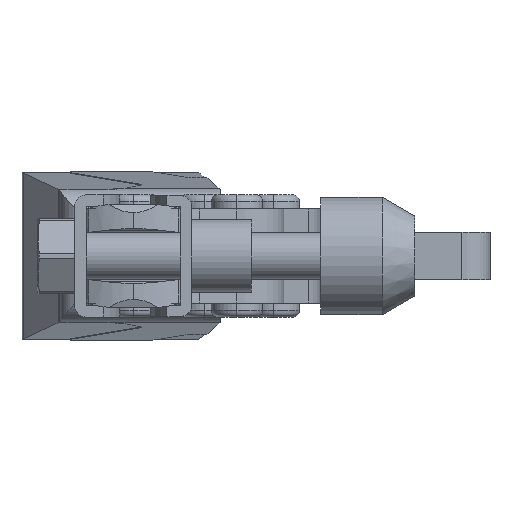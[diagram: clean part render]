
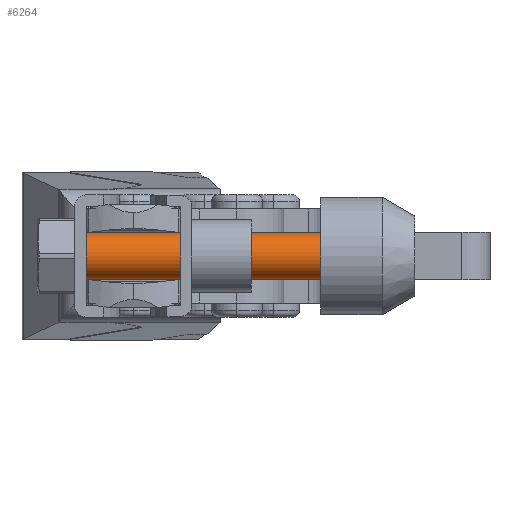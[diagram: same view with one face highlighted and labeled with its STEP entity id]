
A CAD part, left-side view. The second image highlights one B-rep face of the part: STEP entity #6264.
In plain terms, the highlighted cylindrical face has radius 2.5 mm (diameter 5 mm), a partial arc.
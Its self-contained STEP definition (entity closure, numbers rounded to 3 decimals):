
#20 = VERTEX_POINT ( 'NONE', #6091 ) ;
#164 = DIRECTION ( 'NONE',  ( 0., 0., -1. ) ) ;
#357 = VERTEX_POINT ( 'NONE', #2297 ) ;
#548 = AXIS2_PLACEMENT_3D ( 'NONE', #707, #1592, #164 ) ;
#707 = CARTESIAN_POINT ( 'NONE',  ( 0., 4.5, 0. ) ) ;
#921 = ORIENTED_EDGE ( 'NONE', *, *, #6080, .F. ) ;
#1273 = DIRECTION ( 'NONE',  ( 0., -1., 0. ) ) ;
#1592 = DIRECTION ( 'NONE',  ( 0., 1., 0. ) ) ;
#1758 = AXIS2_PLACEMENT_3D ( 'NONE', #9639, #1273, #4721 ) ;
#1840 = ORIENTED_EDGE ( 'NONE', *, *, #5819, .T. ) ;
#2297 = CARTESIAN_POINT ( 'NONE',  ( 0., 37.51, -2.5 ) ) ;
#2343 = ORIENTED_EDGE ( 'NONE', *, *, #3863, .T. ) ;
#2634 = EDGE_CURVE ( 'NONE', #4376, #357, #7256, .T. ) ;
#2903 = DIRECTION ( 'NONE',  ( 0., 0., -1. ) ) ;
#2987 = CIRCLE ( 'NONE', #7293, 2.5 ) ;
#2988 = VECTOR ( 'NONE', #3790, 1000. ) ;
#3790 = DIRECTION ( 'NONE',  ( 0., 1., 0. ) ) ;
#3846 = CIRCLE ( 'NONE', #1758, 2.5 ) ;
#3863 = EDGE_CURVE ( 'NONE', #20, #5501, #4868, .T. ) ;
#3897 = CARTESIAN_POINT ( 'NONE',  ( 0., 4.5, 2.5 ) ) ;
#3950 = DIRECTION ( 'NONE',  ( 0., 1., 0. ) ) ;
#4329 = VECTOR ( 'NONE', #3950, 1000. ) ;
#4376 = VERTEX_POINT ( 'NONE', #9002 ) ;
#4721 = DIRECTION ( 'NONE',  ( 0., 0., -1. ) ) ;
#4868 = LINE ( 'NONE', #3897, #4329 ) ;
#5134 = FACE_OUTER_BOUND ( 'NONE', #6250, .T. ) ;
#5396 = CARTESIAN_POINT ( 'NONE',  ( 0., 37.51, 2.5 ) ) ;
#5501 = VERTEX_POINT ( 'NONE', #5396 ) ;
#5552 = ORIENTED_EDGE ( 'NONE', *, *, #2634, .F. ) ;
#5819 = EDGE_CURVE ( 'NONE', #5501, #357, #2987, .T. ) ;
#6080 = EDGE_CURVE ( 'NONE', #20, #4376, #3846, .T. ) ;
#6091 = CARTESIAN_POINT ( 'NONE',  ( 0., 8., 2.5 ) ) ;
#6250 = EDGE_LOOP ( 'NONE', ( #921, #2343, #1840, #5552 ) ) ;
#6264 = ADVANCED_FACE ( 'NONE', ( #5134 ), #8374, .T. ) ;
#6888 = DIRECTION ( 'NONE',  ( 0., -1., 0. ) ) ;
#7256 = LINE ( 'NONE', #8005, #2988 ) ;
#7293 = AXIS2_PLACEMENT_3D ( 'NONE', #10138, #6888, #2903 ) ;
#8005 = CARTESIAN_POINT ( 'NONE',  ( 0., 4.5, -2.5 ) ) ;
#8374 = CYLINDRICAL_SURFACE ( 'NONE', #548, 2.5 ) ;
#9002 = CARTESIAN_POINT ( 'NONE',  ( 0., 8., -2.5 ) ) ;
#9639 = CARTESIAN_POINT ( 'NONE',  ( 0., 8., 0. ) ) ;
#10138 = CARTESIAN_POINT ( 'NONE',  ( 0., 37.51, 0. ) ) ;
